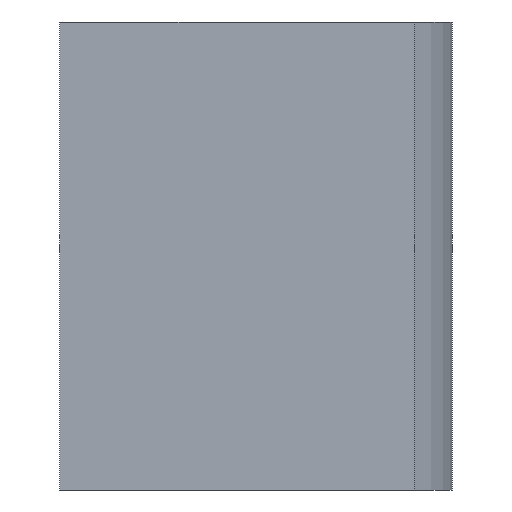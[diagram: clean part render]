
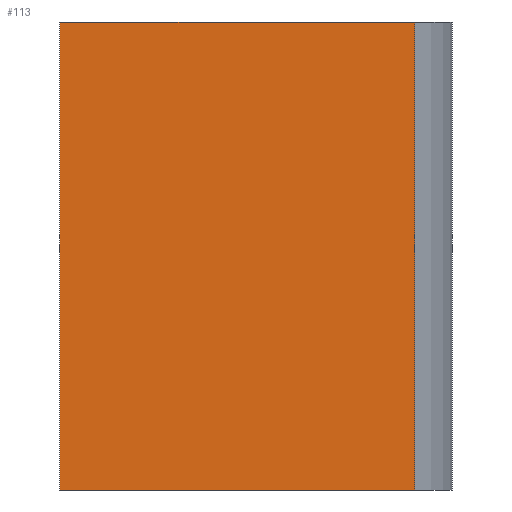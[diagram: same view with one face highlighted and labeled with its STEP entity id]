
A CAD part, left-side view. The second image highlights one B-rep face of the part: STEP entity #113.
In plain terms, the highlighted planar face has unit normal (-1, 0, 0).
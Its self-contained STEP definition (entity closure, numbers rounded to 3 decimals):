
#21 = EDGE_CURVE('',#22,#24,#26,.T.);
#22 = VERTEX_POINT('',#23);
#23 = CARTESIAN_POINT('',(-14.1,2.35,0.));
#24 = VERTEX_POINT('',#25);
#25 = CARTESIAN_POINT('',(-14.1,-2.35,0.));
#26 = LINE('',#27,#28);
#27 = CARTESIAN_POINT('',(-14.1,2.35,0.));
#28 = VECTOR('',#29,1.);
#29 = DIRECTION('',(0.,-1.,0.));
#113 = ADVANCED_FACE('',(#114),#139,.T.);
#114 = FACE_BOUND('',#115,.T.);
#115 = EDGE_LOOP('',(#116,#117,#125,#133));
#116 = ORIENTED_EDGE('',*,*,#21,.T.);
#117 = ORIENTED_EDGE('',*,*,#118,.T.);
#118 = EDGE_CURVE('',#24,#119,#121,.T.);
#119 = VERTEX_POINT('',#120);
#120 = CARTESIAN_POINT('',(-14.1,-2.35,6.2));
#121 = LINE('',#122,#123);
#122 = CARTESIAN_POINT('',(-14.1,-2.35,0.));
#123 = VECTOR('',#124,1.);
#124 = DIRECTION('',(0.,0.,1.));
#125 = ORIENTED_EDGE('',*,*,#126,.F.);
#126 = EDGE_CURVE('',#127,#119,#129,.T.);
#127 = VERTEX_POINT('',#128);
#128 = CARTESIAN_POINT('',(-14.1,2.35,6.2));
#129 = LINE('',#130,#131);
#130 = CARTESIAN_POINT('',(-14.1,2.35,6.2));
#131 = VECTOR('',#132,1.);
#132 = DIRECTION('',(0.,-1.,0.));
#133 = ORIENTED_EDGE('',*,*,#134,.F.);
#134 = EDGE_CURVE('',#22,#127,#135,.T.);
#135 = LINE('',#136,#137);
#136 = CARTESIAN_POINT('',(-14.1,2.35,4.6));
#137 = VECTOR('',#138,1.);
#138 = DIRECTION('',(0.,0.,1.));
#139 = PLANE('',#140);
#140 = AXIS2_PLACEMENT_3D('',#141,#142,#143);
#141 = CARTESIAN_POINT('',(-14.1,0.,3.1));
#142 = DIRECTION('',(-1.,-0.,-0.));
#143 = DIRECTION('',(0.,0.,-1.));
